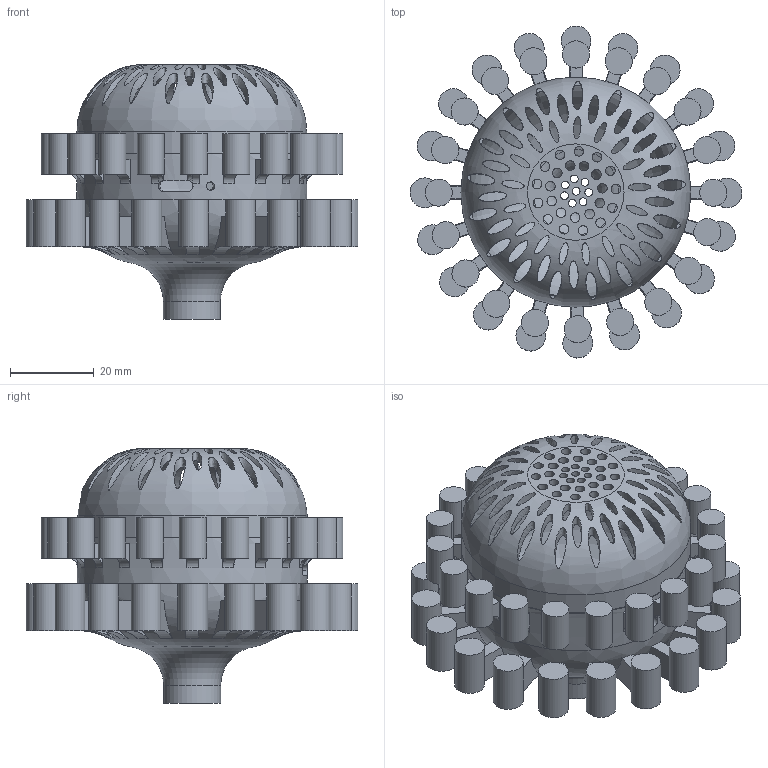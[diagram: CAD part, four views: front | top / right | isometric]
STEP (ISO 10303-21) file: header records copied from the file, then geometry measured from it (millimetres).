
FILE_DESCRIPTION(('HOOPS Exchange Step'),'2;1');
FILE_NAME('temp_export','2024-08-19T11:06:13+02:00',('ASUS Vivobook'),('Shapr3D Limited'),'HOOPS Exchange 2024.2','Shapr3D','Authorized');
FILE_SCHEMA( ('AP242_MANAGED_MODEL_BASED_3D_ENGINEERING_MIM_LF {1 0 10303 442 1 1 4 }') );
Length unit declared in the file: millimetre
Products named in the file (21): Circular Pattern 19; Circular Pattern 18; Circular Pattern 17; Circular Pattern 16; Circular Pattern 15; Circular Pattern 14; Circular Pattern 13; Circular Pattern 12; Circular Pattern 11; Circular Pattern 10; Circular Pattern 09; Circular Pattern 08; Circular Pattern 07; Circular Pattern 06; Circular Pattern 05; Circular Pattern 04; Circular Pattern 03; Circular Pattern 02; Circular Pattern 01; root
Assembly tree (20 placements, depth 2):
  root
    Circular Pattern 19
    Circular Pattern 18
    Circular Pattern 17
    Circular Pattern 16
    Circular Pattern 15
    Circular Pattern 14
    Circular Pattern 13
    Circular Pattern 12
    Circular Pattern 11
    Circular Pattern 10
    Circular Pattern 09
    Circular Pattern 08
    Circular Pattern 07
    Circular Pattern 06
    Circular Pattern 05
    Circular Pattern 04
    Circular Pattern 03
    Circular Pattern 02
    Circular Pattern 01
    Circular Pattern 01
Bounding box: 79.46 x 79.46 x 61.03 mm (x, y, z)
Volume: 41631.7 mm3; surface area: 35524.5 mm2
Topology: 2 solids, 2 shells, 490 faces, 1317 edges, 851 vertices
Faces by surface type: plane 209, cylinder 180, extrusion 51, torus 48, bspline 2
Full cylindrical faces by diameter (mm): 1.84 x8, 2 x1, 2.3 x24, 9.668 x1, 13.668 x1, 51 x1, 55 x2
Entity records: 29252 total; most frequent: CARTESIAN_POINT 15985, DIRECTION 2719, ORIENTED_EDGE 2634, EDGE_CURVE 1317, AXIS2_PLACEMENT_3D 1066, VERTEX_POINT 851, EDGE_LOOP 682, FACE_BOUND 682
